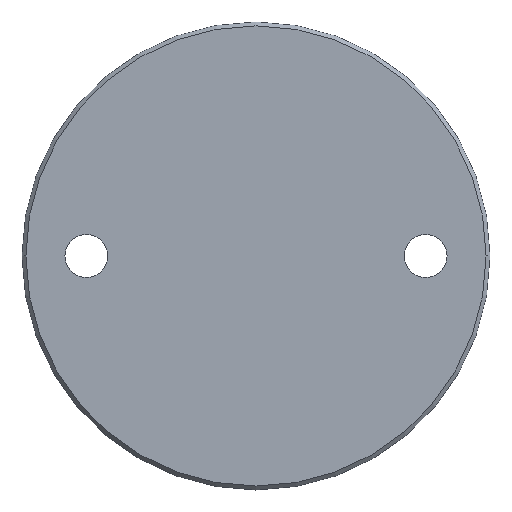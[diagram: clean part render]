
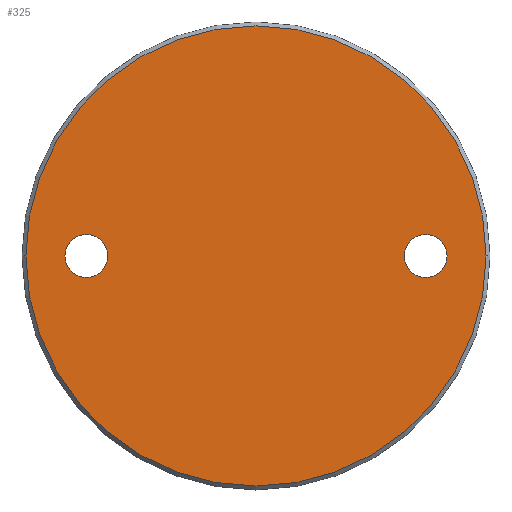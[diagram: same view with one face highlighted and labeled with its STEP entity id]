
A CAD part, top view. The second image highlights one B-rep face of the part: STEP entity #325.
In plain terms, the highlighted planar face has unit normal (0, 0, 1).
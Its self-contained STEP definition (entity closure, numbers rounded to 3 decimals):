
#7 = CIRCLE ( 'NONE', #316, 59. ) ;
#9 = EDGE_LOOP ( 'NONE', ( #238, #173 ) ) ;
#12 = DIRECTION ( 'NONE',  ( 0., 0., 1. ) ) ;
#13 = CARTESIAN_POINT ( 'NONE',  ( 0., 0., 6. ) ) ;
#16 = DIRECTION ( 'NONE',  ( 0., 0., 1. ) ) ;
#22 = DIRECTION ( 'NONE',  ( 0., 0., 1. ) ) ;
#26 = DIRECTION ( 'NONE',  ( 1., 0., 0. ) ) ;
#37 = VERTEX_POINT ( 'NONE', #358 ) ;
#46 = CARTESIAN_POINT ( 'NONE',  ( -59., 0., 6. ) ) ;
#87 = EDGE_CURVE ( 'NONE', #37, #146, #245, .T. ) ;
#98 = VERTEX_POINT ( 'NONE', #154 ) ;
#99 = EDGE_CURVE ( 'NONE', #203, #98, #243, .T. ) ;
#107 = CARTESIAN_POINT ( 'NONE',  ( 0., 0., 6. ) ) ;
#128 = CARTESIAN_POINT ( 'NONE',  ( -49., 0., 6. ) ) ;
#129 = DIRECTION ( 'NONE',  ( 1., 0., 0. ) ) ;
#146 = VERTEX_POINT ( 'NONE', #128 ) ;
#147 = AXIS2_PLACEMENT_3D ( 'NONE', #167, #188, #26 ) ;
#149 = AXIS2_PLACEMENT_3D ( 'NONE', #13, #334, #158 ) ;
#154 = CARTESIAN_POINT ( 'NONE',  ( 49., 0., 6. ) ) ;
#156 = FACE_OUTER_BOUND ( 'NONE', #177, .T. ) ;
#157 = DIRECTION ( 'NONE',  ( 1., 0., 0. ) ) ;
#158 = DIRECTION ( 'NONE',  ( 1., 0., 0. ) ) ;
#161 = CARTESIAN_POINT ( 'NONE',  ( 0., 0., 6. ) ) ;
#162 = AXIS2_PLACEMENT_3D ( 'NONE', #249, #189, #220 ) ;
#164 = CARTESIAN_POINT ( 'NONE',  ( 59., 0., 6. ) ) ;
#167 = CARTESIAN_POINT ( 'NONE',  ( -43.5, 0., 6. ) ) ;
#168 = ORIENTED_EDGE ( 'NONE', *, *, #301, .F. ) ;
#170 = EDGE_LOOP ( 'NONE', ( #328, #168 ) ) ;
#173 = ORIENTED_EDGE ( 'NONE', *, *, #87, .F. ) ;
#177 = EDGE_LOOP ( 'NONE', ( #293, #262 ) ) ;
#188 = DIRECTION ( 'NONE',  ( 0., 0., 1. ) ) ;
#189 = DIRECTION ( 'NONE',  ( 0., 0., 1. ) ) ;
#203 = VERTEX_POINT ( 'NONE', #357 ) ;
#204 = VERTEX_POINT ( 'NONE', #46 ) ;
#212 = DIRECTION ( 'NONE',  ( 0., 0., 1. ) ) ;
#220 = DIRECTION ( 'NONE',  ( 1., 0., 0. ) ) ;
#228 = EDGE_CURVE ( 'NONE', #146, #37, #330, .T. ) ;
#234 = AXIS2_PLACEMENT_3D ( 'NONE', #107, #212, #246 ) ;
#238 = ORIENTED_EDGE ( 'NONE', *, *, #228, .F. ) ;
#241 = CARTESIAN_POINT ( 'NONE',  ( 43.5, 0., 6. ) ) ;
#243 = CIRCLE ( 'NONE', #298, 5.5 ) ;
#245 = CIRCLE ( 'NONE', #162, 5.5 ) ;
#246 = DIRECTION ( 'NONE',  ( 1., 0., 0. ) ) ;
#248 = CIRCLE ( 'NONE', #295, 5.5 ) ;
#249 = CARTESIAN_POINT ( 'NONE',  ( -43.5, 0., 6. ) ) ;
#262 = ORIENTED_EDGE ( 'NONE', *, *, #268, .T. ) ;
#268 = EDGE_CURVE ( 'NONE', #296, #204, #7, .T. ) ;
#270 = FACE_BOUND ( 'NONE', #9, .T. ) ;
#275 = CARTESIAN_POINT ( 'NONE',  ( 43.5, 0., 6. ) ) ;
#279 = PLANE ( 'NONE',  #234 ) ;
#286 = EDGE_CURVE ( 'NONE', #204, #296, #359, .T. ) ;
#293 = ORIENTED_EDGE ( 'NONE', *, *, #286, .T. ) ;
#295 = AXIS2_PLACEMENT_3D ( 'NONE', #275, #16, #157 ) ;
#296 = VERTEX_POINT ( 'NONE', #164 ) ;
#298 = AXIS2_PLACEMENT_3D ( 'NONE', #241, #12, #129 ) ;
#301 = EDGE_CURVE ( 'NONE', #98, #203, #248, .T. ) ;
#316 = AXIS2_PLACEMENT_3D ( 'NONE', #161, #22, #331 ) ;
#325 = ADVANCED_FACE ( 'NONE', ( #156, #360, #270 ), #279, .T. ) ;
#328 = ORIENTED_EDGE ( 'NONE', *, *, #99, .F. ) ;
#330 = CIRCLE ( 'NONE', #147, 5.5 ) ;
#331 = DIRECTION ( 'NONE',  ( 1., 0., 0. ) ) ;
#334 = DIRECTION ( 'NONE',  ( 0., 0., 1. ) ) ;
#357 = CARTESIAN_POINT ( 'NONE',  ( 38., 0., 6. ) ) ;
#358 = CARTESIAN_POINT ( 'NONE',  ( -38., 0., 6. ) ) ;
#359 = CIRCLE ( 'NONE', #149, 59. ) ;
#360 = FACE_BOUND ( 'NONE', #170, .T. ) ;
